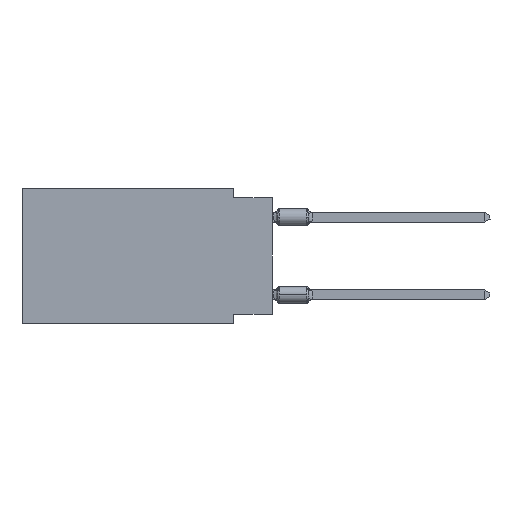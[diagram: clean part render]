
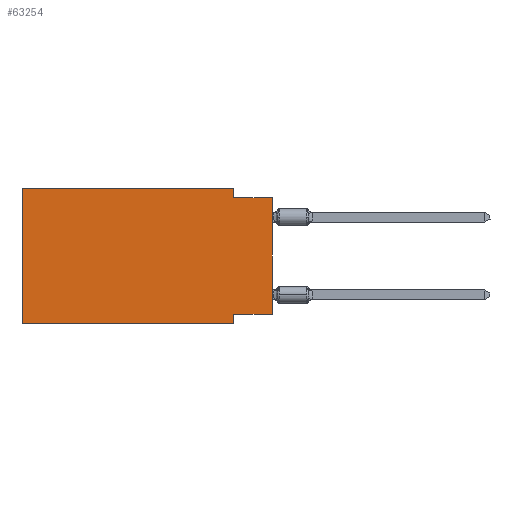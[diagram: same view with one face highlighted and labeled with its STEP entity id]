
A CAD part, left-side view. The second image highlights one B-rep face of the part: STEP entity #63254.
In plain terms, the highlighted planar face has unit normal (-1, 0, 0).
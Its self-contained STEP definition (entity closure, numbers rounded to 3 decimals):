
#258 = CARTESIAN_POINT ( 'NONE',  ( 0., 16.383, 0. ) ) ;
#2186 = LINE ( 'NONE', #46916, #45700 ) ;
#2467 = EDGE_LOOP ( 'NONE', ( #60689, #46886, #34227, #54282, #54206, #16261, #23282, #3463 ) ) ;
#3463 = ORIENTED_EDGE ( 'NONE', *, *, #35299, .F. ) ;
#3871 = CARTESIAN_POINT ( 'NONE',  ( 0., 2.54, -8.89 ) ) ;
#5908 = AXIS2_PLACEMENT_3D ( 'NONE', #13234, #57953, #18467 ) ;
#11523 = CARTESIAN_POINT ( 'NONE',  ( 0., 0., -0.635 ) ) ;
#12032 = VERTEX_POINT ( 'NONE', #17774 ) ;
#12790 = DIRECTION ( 'NONE',  ( 0., 0., -1. ) ) ;
#12957 = CARTESIAN_POINT ( 'NONE',  ( 0., 0., 0. ) ) ;
#13234 = CARTESIAN_POINT ( 'NONE',  ( 0., 16.383, 0. ) ) ;
#13481 = EDGE_CURVE ( 'NONE', #29308, #46498, #15453, .T. ) ;
#13826 = CARTESIAN_POINT ( 'NONE',  ( 0., 2.54, -0.635 ) ) ;
#15453 = LINE ( 'NONE', #11523, #48294 ) ;
#16261 = ORIENTED_EDGE ( 'NONE', *, *, #25922, .T. ) ;
#17465 = CARTESIAN_POINT ( 'NONE',  ( 0., 0., -8.255 ) ) ;
#17774 = CARTESIAN_POINT ( 'NONE',  ( 0., 16.383, -8.89 ) ) ;
#18293 = CARTESIAN_POINT ( 'NONE',  ( 0., 2.54, -8.89 ) ) ;
#18332 = LINE ( 'NONE', #38576, #42678 ) ;
#18467 = DIRECTION ( 'NONE',  ( 0., 0., -1. ) ) ;
#20174 = DIRECTION ( 'NONE',  ( 0., -1., 0. ) ) ;
#20762 = CARTESIAN_POINT ( 'NONE',  ( 0., 16.383, -8.89 ) ) ;
#23282 = ORIENTED_EDGE ( 'NONE', *, *, #62389, .F. ) ;
#25922 = EDGE_CURVE ( 'NONE', #12032, #45265, #26293, .T. ) ;
#26076 = VECTOR ( 'NONE', #62571, 1000. ) ;
#26293 = LINE ( 'NONE', #20762, #49695 ) ;
#29308 = VERTEX_POINT ( 'NONE', #13826 ) ;
#30293 = VERTEX_POINT ( 'NONE', #44030 ) ;
#30416 = CARTESIAN_POINT ( 'NONE',  ( 0., 2.54, 0. ) ) ;
#30821 = DIRECTION ( 'NONE',  ( 0., -1., 0. ) ) ;
#34139 = FACE_OUTER_BOUND ( 'NONE', #2467, .T. ) ;
#34227 = ORIENTED_EDGE ( 'NONE', *, *, #56279, .F. ) ;
#35299 = EDGE_CURVE ( 'NONE', #58819, #30293, #42621, .T. ) ;
#37575 = EDGE_CURVE ( 'NONE', #58819, #46498, #57353, .T. ) ;
#37643 = VERTEX_POINT ( 'NONE', #47586 ) ;
#38202 = DIRECTION ( 'NONE',  ( 0., 0., -1. ) ) ;
#38576 = CARTESIAN_POINT ( 'NONE',  ( 0., 2.54, 0. ) ) ;
#40428 = VECTOR ( 'NONE', #51443, 1000. ) ;
#42165 = EDGE_CURVE ( 'NONE', #37643, #60989, #64246, .T. ) ;
#42621 = LINE ( 'NONE', #17465, #40428 ) ;
#42678 = VECTOR ( 'NONE', #12790, 1000. ) ;
#42966 = DIRECTION ( 'NONE',  ( 0., 0., 1. ) ) ;
#43102 = LINE ( 'NONE', #18293, #48040 ) ;
#44030 = CARTESIAN_POINT ( 'NONE',  ( 0., 2.54, -8.255 ) ) ;
#45265 = VERTEX_POINT ( 'NONE', #3871 ) ;
#45700 = VECTOR ( 'NONE', #42966, 1000. ) ;
#46498 = VERTEX_POINT ( 'NONE', #63601 ) ;
#46886 = ORIENTED_EDGE ( 'NONE', *, *, #13481, .F. ) ;
#46916 = CARTESIAN_POINT ( 'NONE',  ( 0., 16.383, 0. ) ) ;
#47586 = CARTESIAN_POINT ( 'NONE',  ( 0., 16.383, 0. ) ) ;
#48040 = VECTOR ( 'NONE', #38202, 1000. ) ;
#48294 = VECTOR ( 'NONE', #30821, 1000. ) ;
#49502 = CARTESIAN_POINT ( 'NONE',  ( 0., 0., -8.255 ) ) ;
#49695 = VECTOR ( 'NONE', #56308, 1000. ) ;
#51443 = DIRECTION ( 'NONE',  ( 0., 1., 0. ) ) ;
#53078 = PLANE ( 'NONE',  #5908 ) ;
#53517 = VECTOR ( 'NONE', #20174, 1000. ) ;
#54206 = ORIENTED_EDGE ( 'NONE', *, *, #54998, .F. ) ;
#54282 = ORIENTED_EDGE ( 'NONE', *, *, #42165, .F. ) ;
#54998 = EDGE_CURVE ( 'NONE', #12032, #37643, #2186, .T. ) ;
#56279 = EDGE_CURVE ( 'NONE', #60989, #29308, #18332, .T. ) ;
#56308 = DIRECTION ( 'NONE',  ( 0., -1., 0. ) ) ;
#57353 = LINE ( 'NONE', #12957, #26076 ) ;
#57953 = DIRECTION ( 'NONE',  ( 1., 0., 0. ) ) ;
#58819 = VERTEX_POINT ( 'NONE', #49502 ) ;
#60689 = ORIENTED_EDGE ( 'NONE', *, *, #37575, .T. ) ;
#60989 = VERTEX_POINT ( 'NONE', #30416 ) ;
#62389 = EDGE_CURVE ( 'NONE', #30293, #45265, #43102, .T. ) ;
#62571 = DIRECTION ( 'NONE',  ( 0., 0., 1. ) ) ;
#63254 = ADVANCED_FACE ( 'NONE', ( #34139 ), #53078, .F. ) ;
#63601 = CARTESIAN_POINT ( 'NONE',  ( 0., 0., -0.635 ) ) ;
#64246 = LINE ( 'NONE', #258, #53517 ) ;
